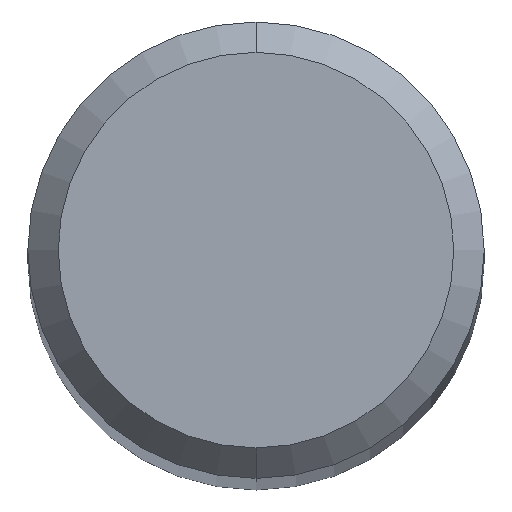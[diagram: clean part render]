
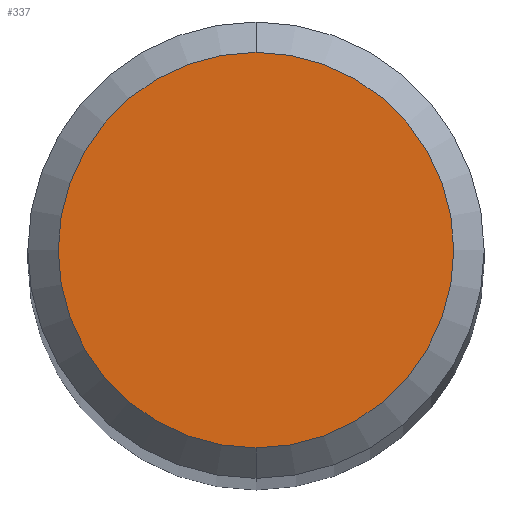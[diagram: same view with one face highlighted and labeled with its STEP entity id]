
A CAD part, top view. The second image highlights one B-rep face of the part: STEP entity #337.
In plain terms, the highlighted planar face has unit normal (0, 0, 1).
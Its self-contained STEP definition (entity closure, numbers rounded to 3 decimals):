
#337=ADVANCED_FACE('',(#874),#875,.T.);
#435=EDGE_CURVE('',#679,#693,#979,.T.);
#585=EDGE_CURVE('',#693,#679,#1145,.T.);
#679=VERTEX_POINT('',#1248);
#693=VERTEX_POINT('',#1264);
#874=FACE_OUTER_BOUND('',#1548,.T.);
#875=PLANE('',#1549);
#979=CIRCLE('',#2028,2.6);
#1145=CIRCLE('',#2995,2.6);
#1248=CARTESIAN_POINT('',(0.,-2.6,0.0));
#1264=CARTESIAN_POINT('',(0.0,2.6,0.0));
#1548=EDGE_LOOP('',(#4282,#4283));
#1549=AXIS2_PLACEMENT_3D('',#4284,#4285,#4286);
#2028=AXIS2_PLACEMENT_3D('',#4400,#4401,#4402);
#2995=AXIS2_PLACEMENT_3D('',#4570,#4571,#4572);
#4282=ORIENTED_EDGE('',*,*,#585,.F.);
#4283=ORIENTED_EDGE('',*,*,#435,.F.);
#4284=CARTESIAN_POINT('',(0.0,1.3,0.0));
#4285=DIRECTION('',(-0.0,0.0,1.0));
#4286=DIRECTION('',(0.0,-1.0,0.0));
#4400=CARTESIAN_POINT('',(0.0,0.0,0.0));
#4401=DIRECTION('',(0.0,0.0,-1.0));
#4402=DIRECTION('',(0.0,1.0,0.0));
#4570=CARTESIAN_POINT('',(0.0,0.0,0.0));
#4571=DIRECTION('',(0.0,0.0,-1.0));
#4572=DIRECTION('',(0.0,1.0,0.0));
